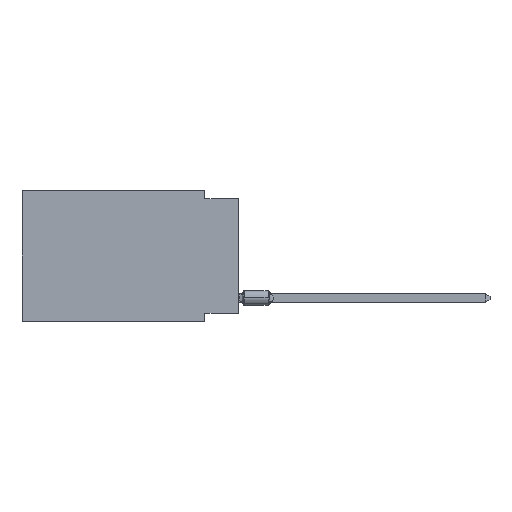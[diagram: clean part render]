
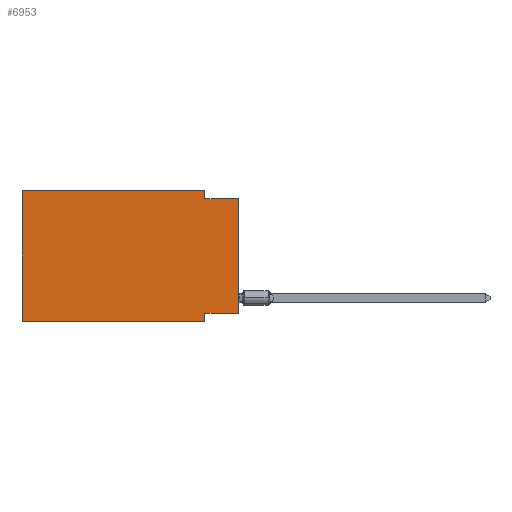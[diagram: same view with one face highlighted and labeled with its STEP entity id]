
A CAD part, left-side view. The second image highlights one B-rep face of the part: STEP entity #6953.
In plain terms, the highlighted planar face has unit normal (-1, 0, 0).
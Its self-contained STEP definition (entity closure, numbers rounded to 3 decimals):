
#152 = EDGE_CURVE ( 'NONE', #10408, #24917, #6767, .T. ) ;
#552 = DIRECTION ( 'NONE',  ( 0., -1., 0. ) ) ;
#922 = CARTESIAN_POINT ( 'NONE',  ( 0., 16.383, 0. ) ) ;
#1045 = CARTESIAN_POINT ( 'NONE',  ( 0., 2.54, 0. ) ) ;
#1720 = LINE ( 'NONE', #5402, #17680 ) ;
#2467 = CARTESIAN_POINT ( 'NONE',  ( 0., 16.383, -9.906 ) ) ;
#3457 = CARTESIAN_POINT ( 'NONE',  ( 0., 16.383, 0. ) ) ;
#4056 = VECTOR ( 'NONE', #12620, 1000. ) ;
#4192 = ORIENTED_EDGE ( 'NONE', *, *, #9800, .F. ) ;
#4504 = LINE ( 'NONE', #17833, #6958 ) ;
#5053 = VERTEX_POINT ( 'NONE', #3457 ) ;
#5296 = VECTOR ( 'NONE', #20702, 1000. ) ;
#5402 = CARTESIAN_POINT ( 'NONE',  ( 0., 0., -9.271 ) ) ;
#5655 = VERTEX_POINT ( 'NONE', #18590 ) ;
#6505 = FACE_OUTER_BOUND ( 'NONE', #13784, .T. ) ;
#6689 = LINE ( 'NONE', #8725, #10710 ) ;
#6767 = LINE ( 'NONE', #12367, #4056 ) ;
#6953 = ADVANCED_FACE ( 'NONE', ( #6505 ), #14271, .F. ) ;
#6958 = VECTOR ( 'NONE', #552, 1000. ) ;
#6996 = VECTOR ( 'NONE', #18644, 1000. ) ;
#7012 = DIRECTION ( 'NONE',  ( 0., 0., -1. ) ) ;
#7326 = EDGE_CURVE ( 'NONE', #5053, #14720, #24394, .T. ) ;
#7489 = CARTESIAN_POINT ( 'NONE',  ( 0., 2.54, -0.635 ) ) ;
#7691 = DIRECTION ( 'NONE',  ( 0., 0., 1. ) ) ;
#8668 = DIRECTION ( 'NONE',  ( 1., 0., 0. ) ) ;
#8725 = CARTESIAN_POINT ( 'NONE',  ( 0., 16.383, -9.906 ) ) ;
#9721 = ORIENTED_EDGE ( 'NONE', *, *, #7326, .F. ) ;
#9800 = EDGE_CURVE ( 'NONE', #24004, #5053, #23566, .T. ) ;
#9817 = CARTESIAN_POINT ( 'NONE',  ( 0., 2.54, -9.906 ) ) ;
#9929 = CARTESIAN_POINT ( 'NONE',  ( 0., 2.54, 0. ) ) ;
#10408 = VERTEX_POINT ( 'NONE', #20181 ) ;
#10710 = VECTOR ( 'NONE', #11011, 1000. ) ;
#10950 = LINE ( 'NONE', #1045, #18450 ) ;
#11011 = DIRECTION ( 'NONE',  ( 0., -1., 0. ) ) ;
#12367 = CARTESIAN_POINT ( 'NONE',  ( 0., 2.54, -9.906 ) ) ;
#12606 = DIRECTION ( 'NONE',  ( 0., 0., -1. ) ) ;
#12620 = DIRECTION ( 'NONE',  ( 0., 0., -1. ) ) ;
#13148 = DIRECTION ( 'NONE',  ( 0., 1., 0. ) ) ;
#13584 = ORIENTED_EDGE ( 'NONE', *, *, #15317, .T. ) ;
#13667 = CARTESIAN_POINT ( 'NONE',  ( 0., 16.383, 0. ) ) ;
#13784 = EDGE_LOOP ( 'NONE', ( #13584, #15062, #20222, #9721, #4192, #18281, #23857, #22610 ) ) ;
#14271 = PLANE ( 'NONE',  #21448 ) ;
#14417 = EDGE_CURVE ( 'NONE', #20548, #5655, #4504, .T. ) ;
#14720 = VERTEX_POINT ( 'NONE', #9929 ) ;
#15062 = ORIENTED_EDGE ( 'NONE', *, *, #14417, .F. ) ;
#15317 = EDGE_CURVE ( 'NONE', #24667, #5655, #20553, .T. ) ;
#17029 = VECTOR ( 'NONE', #7691, 1000. ) ;
#17680 = VECTOR ( 'NONE', #13148, 1000. ) ;
#17833 = CARTESIAN_POINT ( 'NONE',  ( 0., 0., -0.635 ) ) ;
#18281 = ORIENTED_EDGE ( 'NONE', *, *, #20927, .T. ) ;
#18450 = VECTOR ( 'NONE', #7012, 1000. ) ;
#18590 = CARTESIAN_POINT ( 'NONE',  ( 0., 0., -0.635 ) ) ;
#18644 = DIRECTION ( 'NONE',  ( 0., 0., 1. ) ) ;
#20181 = CARTESIAN_POINT ( 'NONE',  ( 0., 2.54, -9.271 ) ) ;
#20222 = ORIENTED_EDGE ( 'NONE', *, *, #22798, .F. ) ;
#20304 = CARTESIAN_POINT ( 'NONE',  ( 0., 0., 0. ) ) ;
#20548 = VERTEX_POINT ( 'NONE', #7489 ) ;
#20553 = LINE ( 'NONE', #20304, #6996 ) ;
#20702 = DIRECTION ( 'NONE',  ( 0., -1., 0. ) ) ;
#20927 = EDGE_CURVE ( 'NONE', #24004, #24917, #6689, .T. ) ;
#21448 = AXIS2_PLACEMENT_3D ( 'NONE', #922, #8668, #12606 ) ;
#22569 = EDGE_CURVE ( 'NONE', #24667, #10408, #1720, .T. ) ;
#22610 = ORIENTED_EDGE ( 'NONE', *, *, #22569, .F. ) ;
#22798 = EDGE_CURVE ( 'NONE', #14720, #20548, #10950, .T. ) ;
#22867 = CARTESIAN_POINT ( 'NONE',  ( 0., 16.383, 0. ) ) ;
#23566 = LINE ( 'NONE', #13667, #17029 ) ;
#23857 = ORIENTED_EDGE ( 'NONE', *, *, #152, .F. ) ;
#24004 = VERTEX_POINT ( 'NONE', #2467 ) ;
#24058 = CARTESIAN_POINT ( 'NONE',  ( 0., 0., -9.271 ) ) ;
#24394 = LINE ( 'NONE', #22867, #5296 ) ;
#24667 = VERTEX_POINT ( 'NONE', #24058 ) ;
#24917 = VERTEX_POINT ( 'NONE', #9817 ) ;
